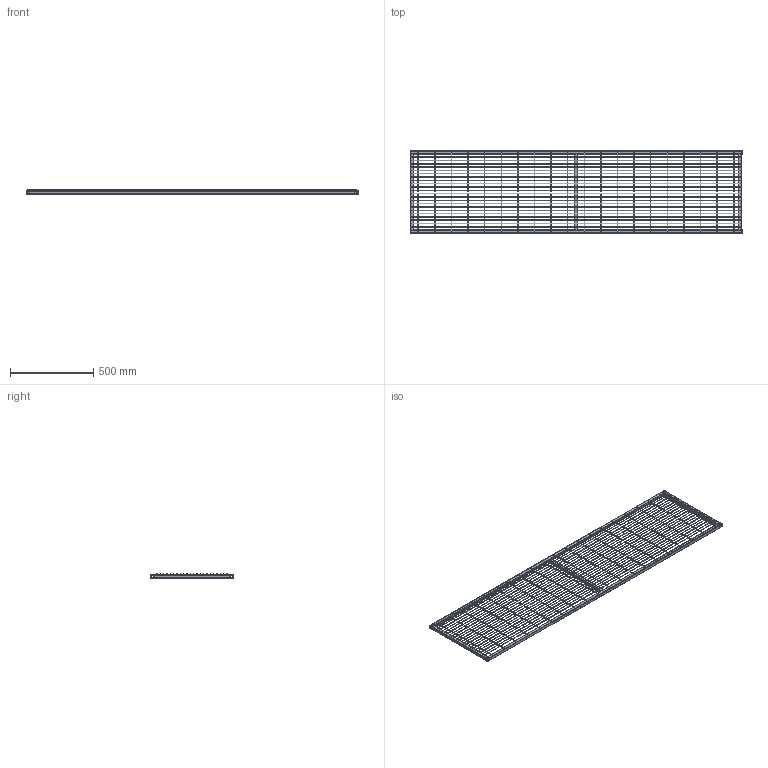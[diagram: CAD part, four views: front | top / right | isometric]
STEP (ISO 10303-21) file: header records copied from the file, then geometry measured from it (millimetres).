
FILE_DESCRIPTION (( 'STEP AP214' ), '1' );
FILE_NAME ('SRF_C_500_3_B.STEP', '2018-01-25T12:28:02', ( '' ), ( '' ), 'SwSTEP 2.0', 'SolidWorks 2018', '' );
FILE_SCHEMA (( 'AUTOMOTIVE_DESIGN' ));
Length unit declared in the file: millimetre
Products named in the file (1): SRF_C_500_3_B
Bounding box: 1999 x 495 x 26 mm (x, y, z)
Volume: 707181.2 mm3; surface area: 1306330.6 mm2
Topology: 51 solids, 51 shells, 570 faces, 1344 edges, 896 vertices
Faces by surface type: cylinder 296, plane 274
Entity records: 23390 total; most frequent: DIRECTION 3078, CARTESIAN_POINT 2811, ORIENTED_EDGE 2688, EDGE_CURVE 1344, AXIS2_PLACEMENT_3D 1163, VERTEX_POINT 896, VECTOR 752, LINE 752
